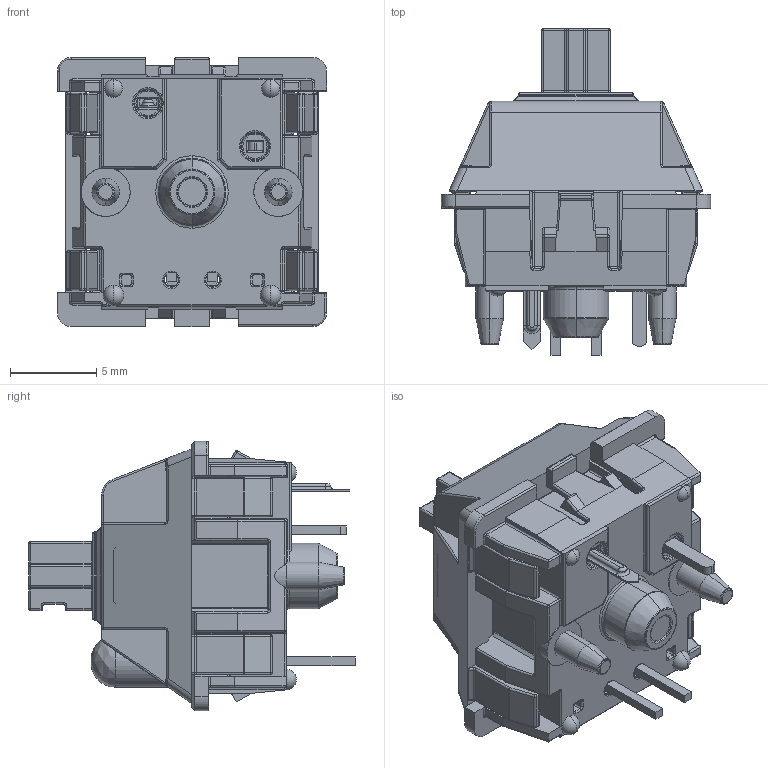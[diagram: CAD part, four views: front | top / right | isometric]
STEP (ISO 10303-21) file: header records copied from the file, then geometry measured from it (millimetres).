
FILE_DESCRIPTION((''),'2;1');
FILE_NAME('CHERRY_MX_SWITCH_ASM','2023-07-12T21:22:10',('Gaetan'),(''),'CREO PARAMETRIC BY PTC INC, 2021063','CREO PARAMETRIC BY PTC INC, 2021063','');
FILE_SCHEMA(('CONFIG_CONTROL_DESIGN'));
Length unit declared in the file: millimetre
Products named in the file (9): _X2_042204320435044004344-4579_; _X2_042204320435044004304-4580_; 1QWEQ; QWEQWE; _X2_0422043204350043404-4583_; EWRQW; _X2_0422043204350440043404-45_; _X2_0422043204350440043404586_; CHERRY_MX_SWITCH_ASM
Assembly tree (8 placements, depth 2):
  CHERRY_MX_SWITCH_ASM
    _X2_042204320435044004344-4579_
    _X2_042204320435044004304-4580_
    1QWEQ
    QWEQWE
    _X2_0422043204350043404-4583_
    EWRQW
    _X2_0422043204350440043404-45_
    _X2_0422043204350440043404586_
Bounding box: 15.6 x 18.9 x 15.6 mm (x, y, z)
Volume: 1123.2 mm3; surface area: 2720.2 mm2
Topology: 8 solids, 8 shells, 1573 faces, 3809 edges, 2130 vertices
Faces by surface type: cylinder 676, plane 438, torus 232, sphere 116, bspline 101, cone 10
Entity records: 50604 total; most frequent: CARTESIAN_POINT 14606, DIRECTION 7827, ORIENTED_EDGE 7362, EDGE_CURVE 3681, AXIS2_PLACEMENT_3D 2981, VERTEX_POINT 2130, VECTOR 1865, LINE 1865
